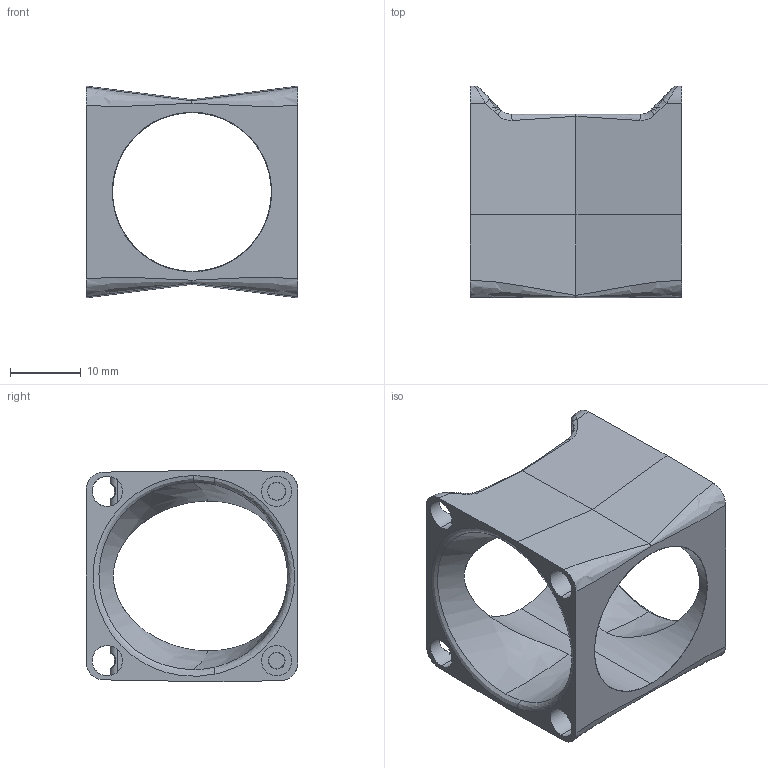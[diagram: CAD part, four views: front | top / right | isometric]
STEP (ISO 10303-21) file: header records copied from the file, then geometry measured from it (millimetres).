
FILE_DESCRIPTION (( 'STEP AP214' ), '1' );
FILE_NAME ('cursed v6 duck.STEP', '2025-03-10T06:48:55', ( '' ), ( '' ), 'SwSTEP 2.0', 'SolidWorks 2024', '' );
FILE_SCHEMA (( 'AUTOMOTIVE_DESIGN' ));
Length unit declared in the file: millimetre
Products named in the file (1): cursed v6 duck
Bounding box: 30 x 30 x 30 mm (x, y, z)
Volume: 6164.8 mm3; surface area: 5491.7 mm2
Topology: 1 solids, 1 shells, 117 faces, 322 edges, 208 vertices
Faces by surface type: cylinder 38, plane 33, bspline 32, cone 14
Entity records: 8177 total; most frequent: CARTESIAN_POINT 4281, ORIENTED_EDGE 644, DIRECTION 370, EDGE_CURVE 322, VERTEX_POINT 208, B_SPLINE_CURVE_WITH_KNOTS 162, AXIS2_PLACEMENT_3D 138, EDGE_LOOP 132
